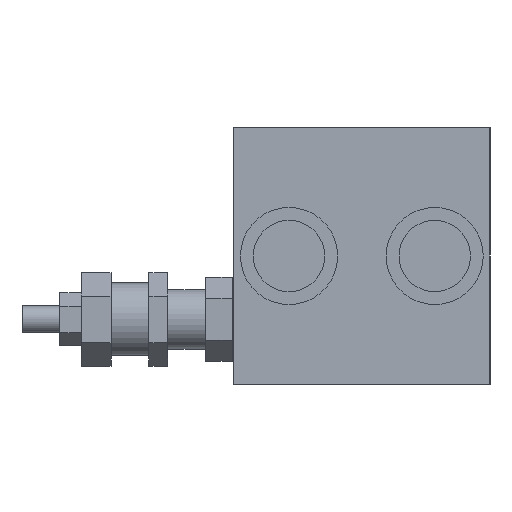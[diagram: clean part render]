
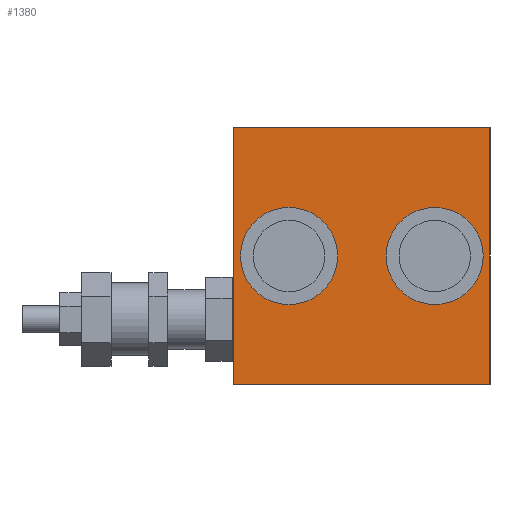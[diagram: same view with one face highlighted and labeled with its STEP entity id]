
A CAD part, left-side view. The second image highlights one B-rep face of the part: STEP entity #1380.
In plain terms, the highlighted planar face has unit normal (-1, 0, 0).
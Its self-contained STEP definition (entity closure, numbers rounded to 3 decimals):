
#1380 = ADVANCED_FACE( '', ( #3965, #3966, #3967 ), #3968, .F. );
#1452 = VERTEX_POINT( '', #4048 );
#1654 = EDGE_CURVE( '', #2254, #1834, #4275, .T. );
#1834 = VERTEX_POINT( '', #4491 );
#2018 = VERTEX_POINT( '', #4702 );
#2254 = VERTEX_POINT( '', #4969 );
#2336 = EDGE_CURVE( '', #2254, #3316, #5058, .T. );
#2394 = VERTEX_POINT( '', #5122 );
#2492 = EDGE_CURVE( '', #2614, #1834, #5232, .T. );
#2528 = EDGE_CURVE( '', #1452, #2394, #5270, .T. );
#2614 = VERTEX_POINT( '', #5370 );
#2630 = VERTEX_POINT( '', #5388 );
#2684 = EDGE_CURVE( '', #2018, #2630, #5448, .T. );
#2866 = EDGE_CURVE( '', #2630, #2018, #5652, .T. );
#3316 = VERTEX_POINT( '', #6202 );
#3780 = EDGE_CURVE( '', #3316, #2614, #6718, .T. );
#3872 = EDGE_CURVE( '', #2394, #1452, #6820, .T. );
#3965 = FACE_BOUND( '', #6931, .T. );
#3966 = FACE_BOUND( '', #6932, .T. );
#3967 = FACE_OUTER_BOUND( '', #6933, .T. );
#3968 = PLANE( '', #6934 );
#4048 = CARTESIAN_POINT( '', ( 940., 56.5, 92.5 ) );
#4275 = LINE( '', #7334, #7335 );
#4491 = CARTESIAN_POINT( '', ( 940., 95., 45. ) );
#4702 = CARTESIAN_POINT( '', ( 940., 38.5, 92.5 ) );
#4969 = CARTESIAN_POINT( '', ( 940., 95., 140. ) );
#5058 = LINE( '', #8347, #8348 );
#5122 = CARTESIAN_POINT( '', ( 940., 92.5, 92.5 ) );
#5232 = LINE( '', #8572, #8573 );
#5270 = CIRCLE( '', #8621, 18. );
#5370 = CARTESIAN_POINT( '', ( 940., 0., 45. ) );
#5388 = CARTESIAN_POINT( '', ( 940., 2.5, 92.5 ) );
#5448 = CIRCLE( '', #8842, 18. );
#5652 = CIRCLE( '', #9115, 18. );
#6202 = CARTESIAN_POINT( '', ( 940., 0., 140. ) );
#6718 = LINE( '', #10488, #10489 );
#6820 = CIRCLE( '', #10627, 18. );
#6931 = EDGE_LOOP( '', ( #10689, #10690 ) );
#6932 = EDGE_LOOP( '', ( #10691, #10692 ) );
#6933 = EDGE_LOOP( '', ( #10693, #10694, #10695, #10696 ) );
#6934 = AXIS2_PLACEMENT_3D( '', #10697, #10698, #10699 );
#7334 = CARTESIAN_POINT( '', ( 940., 95., 92.5 ) );
#7335 = VECTOR( '', #11080, 1. );
#8347 = CARTESIAN_POINT( '', ( 940., 47.5, 140. ) );
#8348 = VECTOR( '', #12050, 1. );
#8572 = CARTESIAN_POINT( '', ( 940., 47.5, 45. ) );
#8573 = VECTOR( '', #12264, 1. );
#8621 = AXIS2_PLACEMENT_3D( '', #12293, #12294, #12295 );
#8842 = AXIS2_PLACEMENT_3D( '', #12504, #12505, #12506 );
#9115 = AXIS2_PLACEMENT_3D( '', #12756, #12757, #12758 );
#10488 = CARTESIAN_POINT( '', ( 940., 0., 92.5 ) );
#10489 = VECTOR( '', #14085, 1. );
#10627 = AXIS2_PLACEMENT_3D( '', #14210, #14211, #14212 );
#10689 = ORIENTED_EDGE( '', *, *, #2684, .T. );
#10690 = ORIENTED_EDGE( '', *, *, #2866, .T. );
#10691 = ORIENTED_EDGE( '', *, *, #3872, .T. );
#10692 = ORIENTED_EDGE( '', *, *, #2528, .T. );
#10693 = ORIENTED_EDGE( '', *, *, #1654, .T. );
#10694 = ORIENTED_EDGE( '', *, *, #2492, .F. );
#10695 = ORIENTED_EDGE( '', *, *, #3780, .F. );
#10696 = ORIENTED_EDGE( '', *, *, #2336, .F. );
#10697 = CARTESIAN_POINT( '', ( 940., 47.5, 92.5 ) );
#10698 = DIRECTION( '', ( 1., 0., 0. ) );
#10699 = DIRECTION( '', ( 0., 0., -1. ) );
#11080 = DIRECTION( '', ( 0., 0., -1. ) );
#12050 = DIRECTION( '', ( 0., -1., 0. ) );
#12264 = DIRECTION( '', ( 0., 1., 0. ) );
#12293 = CARTESIAN_POINT( '', ( 940., 74.5, 92.5 ) );
#12294 = DIRECTION( '', ( 1., 0., 0. ) );
#12295 = DIRECTION( '', ( 0., 1., 0. ) );
#12504 = CARTESIAN_POINT( '', ( 940., 20.5, 92.5 ) );
#12505 = DIRECTION( '', ( 1., 0., 0. ) );
#12506 = DIRECTION( '', ( 0., 1., 0. ) );
#12756 = CARTESIAN_POINT( '', ( 940., 20.5, 92.5 ) );
#12757 = DIRECTION( '', ( 1., 0., 0. ) );
#12758 = DIRECTION( '', ( 0., 1., 0. ) );
#14085 = DIRECTION( '', ( 0., 0., -1. ) );
#14210 = CARTESIAN_POINT( '', ( 940., 74.5, 92.5 ) );
#14211 = DIRECTION( '', ( 1., 0., 0. ) );
#14212 = DIRECTION( '', ( 0., 1., 0. ) );
